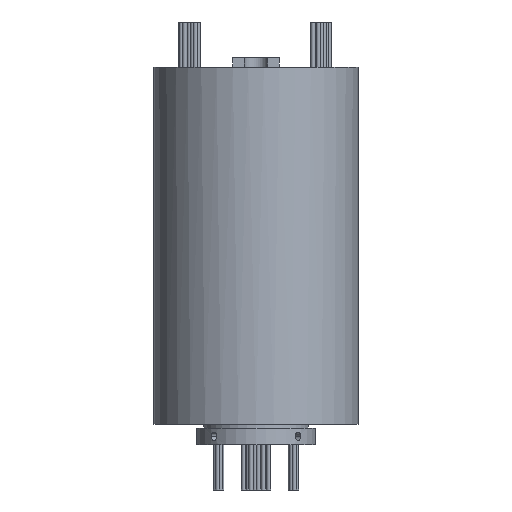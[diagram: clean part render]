
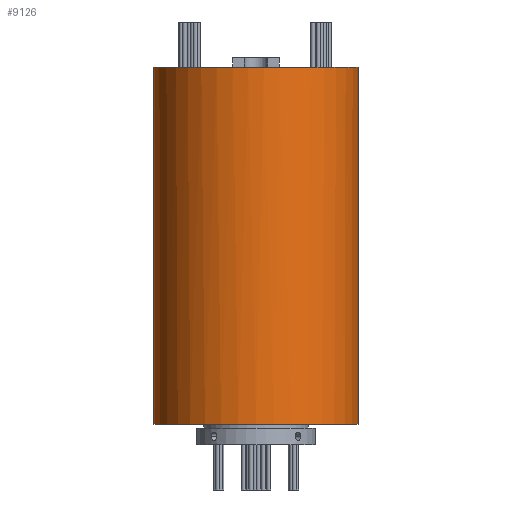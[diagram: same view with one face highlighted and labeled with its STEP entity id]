
A CAD part, front view. The second image highlights one B-rep face of the part: STEP entity #9126.
In plain terms, the highlighted cylindrical face has radius 43 mm (diameter 86 mm), a partial arc.
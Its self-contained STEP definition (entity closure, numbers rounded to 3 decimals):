
#318 = CARTESIAN_POINT ( 'NONE',  ( 43., 0., 158.8 ) ) ;
#333 = AXIS2_PLACEMENT_3D ( 'NONE', #6329, #1461, #7129 ) ;
#379 = EDGE_CURVE ( 'NONE', #6773, #1539, #4622, .T. ) ;
#469 = AXIS2_PLACEMENT_3D ( 'NONE', #8442, #3615, #9266 ) ;
#820 = ORIENTED_EDGE ( 'NONE', *, *, #3492, .T. ) ;
#1461 = DIRECTION ( 'NONE',  ( 0., 0., 1. ) ) ;
#1539 = VERTEX_POINT ( 'NONE', #6478 ) ;
#1856 = DIRECTION ( 'NONE',  ( -1., 0., 0. ) ) ;
#2021 = DIRECTION ( 'NONE',  ( 0., 0., -1. ) ) ;
#2257 = CARTESIAN_POINT ( 'NONE',  ( -43., 0., 158.8 ) ) ;
#2344 = EDGE_CURVE ( 'NONE', #4396, #2857, #4214, .T. ) ;
#2589 = CIRCLE ( 'NONE', #9260, 43. ) ;
#2857 = VERTEX_POINT ( 'NONE', #2923 ) ;
#2923 = CARTESIAN_POINT ( 'NONE',  ( -43., 0., 8.6 ) ) ;
#3117 = VERTEX_POINT ( 'NONE', #5073 ) ;
#3476 = DIRECTION ( 'NONE',  ( 0., 0., -1. ) ) ;
#3492 = EDGE_CURVE ( 'NONE', #2857, #1539, #3499, .T. ) ;
#3499 = CIRCLE ( 'NONE', #10565, 43. ) ;
#3524 = ORIENTED_EDGE ( 'NONE', *, *, #7086, .F. ) ;
#3615 = DIRECTION ( 'NONE',  ( 0., 0., 1. ) ) ;
#3624 = CARTESIAN_POINT ( 'NONE',  ( 0., 0., 8.6 ) ) ;
#3656 = EDGE_CURVE ( 'NONE', #4396, #4499, #10097, .T. ) ;
#3670 = CYLINDRICAL_SURFACE ( 'NONE', #9227, 43. ) ;
#3937 = FACE_OUTER_BOUND ( 'NONE', #6257, .T. ) ;
#4096 = DIRECTION ( 'NONE',  ( 0., 0., 1. ) ) ;
#4183 = EDGE_CURVE ( 'NONE', #4499, #3117, #5771, .T. ) ;
#4214 = LINE ( 'NONE', #2257, #8242 ) ;
#4375 = ORIENTED_EDGE ( 'NONE', *, *, #2344, .T. ) ;
#4396 = VERTEX_POINT ( 'NONE', #7164 ) ;
#4438 = DIRECTION ( 'NONE',  ( 1., 0., 0. ) ) ;
#4499 = VERTEX_POINT ( 'NONE', #4666 ) ;
#4622 = LINE ( 'NONE', #6906, #8637 ) ;
#4666 = CARTESIAN_POINT ( 'NONE',  ( -9.75, -41.88, 158.8 ) ) ;
#4716 = DIRECTION ( 'NONE',  ( 0., 0., -1. ) ) ;
#5073 = CARTESIAN_POINT ( 'NONE',  ( 9.75, -41.88, 158.8 ) ) ;
#5771 = CIRCLE ( 'NONE', #469, 43. ) ;
#6087 = ORIENTED_EDGE ( 'NONE', *, *, #3656, .F. ) ;
#6257 = EDGE_LOOP ( 'NONE', ( #6574, #3524, #7786, #6087, #4375, #820 ) ) ;
#6329 = CARTESIAN_POINT ( 'NONE',  ( 0., 0., 158.8 ) ) ;
#6478 = CARTESIAN_POINT ( 'NONE',  ( 43., 0., 8.6 ) ) ;
#6574 = ORIENTED_EDGE ( 'NONE', *, *, #379, .F. ) ;
#6713 = CARTESIAN_POINT ( 'NONE',  ( 0., 0., 158.8 ) ) ;
#6773 = VERTEX_POINT ( 'NONE', #318 ) ;
#6906 = CARTESIAN_POINT ( 'NONE',  ( 43., 0., 158.8 ) ) ;
#7086 = EDGE_CURVE ( 'NONE', #3117, #6773, #2589, .T. ) ;
#7129 = DIRECTION ( 'NONE',  ( 1., 0., 0. ) ) ;
#7164 = CARTESIAN_POINT ( 'NONE',  ( -43., 0., 158.8 ) ) ;
#7786 = ORIENTED_EDGE ( 'NONE', *, *, #4183, .F. ) ;
#8242 = VECTOR ( 'NONE', #4716, 1000. ) ;
#8442 = CARTESIAN_POINT ( 'NONE',  ( 0., 0., 158.8 ) ) ;
#8637 = VECTOR ( 'NONE', #2021, 1000. ) ;
#8937 = CARTESIAN_POINT ( 'NONE',  ( 0., 0., 158.8 ) ) ;
#9126 = ADVANCED_FACE ( 'NONE', ( #3937 ), #3670, .T. ) ;
#9227 = AXIS2_PLACEMENT_3D ( 'NONE', #6713, #3476, #1856 ) ;
#9260 = AXIS2_PLACEMENT_3D ( 'NONE', #8937, #4096, #9773 ) ;
#9266 = DIRECTION ( 'NONE',  ( 1., 0., 0. ) ) ;
#9274 = DIRECTION ( 'NONE',  ( 0., 0., 1. ) ) ;
#9773 = DIRECTION ( 'NONE',  ( 1., 0., 0. ) ) ;
#10097 = CIRCLE ( 'NONE', #333, 43. ) ;
#10565 = AXIS2_PLACEMENT_3D ( 'NONE', #3624, #9274, #4438 ) ;
